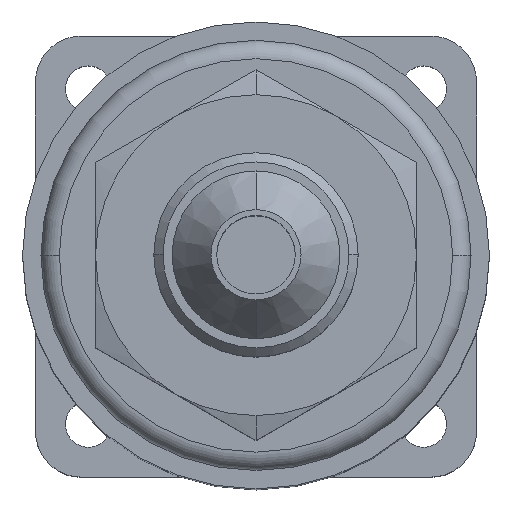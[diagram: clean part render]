
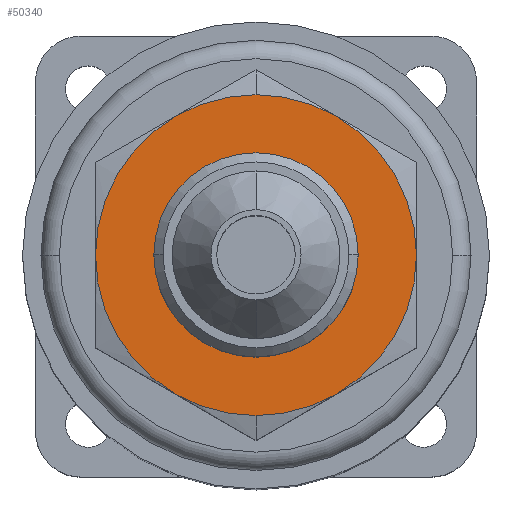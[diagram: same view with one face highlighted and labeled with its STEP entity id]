
A CAD part, top view. The second image highlights one B-rep face of the part: STEP entity #50340.
In plain terms, the highlighted planar face has unit normal (0, 0, 1).
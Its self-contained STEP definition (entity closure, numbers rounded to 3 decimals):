
#42040=CARTESIAN_POINT('',(22.635,49.56,-0.8));
#42050=VERTEX_POINT('',#42040);
#43520=CARTESIAN_POINT('',(31.365,49.56,-0.8));
#43530=VERTEX_POINT('',#43520);
#44830=CARTESIAN_POINT('',(35.73,42.,-0.8));
#44840=VERTEX_POINT('',#44830);
#46140=CARTESIAN_POINT('',(31.365,34.44,-0.8));
#46150=VERTEX_POINT('',#46140);
#47450=CARTESIAN_POINT('',(22.635,34.44,-0.8));
#47460=VERTEX_POINT('',#47450);
#48670=CARTESIAN_POINT('',(18.27,42.,-0.8));
#48680=VERTEX_POINT('',#48670);
#49610=CARTESIAN_POINT('',(27.,42.,-0.8));
#49620=DIRECTION('',(0.,0.,-1.));
#49630=DIRECTION('',(0.,-1.,0.));
#49640=AXIS2_PLACEMENT_3D('',#49610,#49620,#49630);
#49650=CIRCLE('',#49640,8.73);
#49660=EDGE_CURVE('',#48680,#42050,#49650,.T.);
#49780=CARTESIAN_POINT('',(27.,50.73,-0.8));
#49790=VERTEX_POINT('',#49780);
#49800=EDGE_CURVE('',#49790,#43530,#49650,.T.);
#49920=CARTESIAN_POINT('',(25.623,40.407,-0.8));
#49930=DIRECTION('',(0.,0.,-1.));
#49940=DIRECTION('',(-1.,0.,0.));
#49950=AXIS2_PLACEMENT_3D('',#49920,#49930,#49940);
#49960=PLANE('',#49950);
#49970=CARTESIAN_POINT('',(27.,42.,-0.8));
#49980=DIRECTION('',(0.,0.,1.));
#49990=DIRECTION('',(1.,0.,0.));
#50000=AXIS2_PLACEMENT_3D('',#49970,#49980,#49990);
#50010=CIRCLE('',#50000,4.86);
#50020=CARTESIAN_POINT('',(27.,46.86,-0.8));
#50030=VERTEX_POINT('',#50020);
#50040=CARTESIAN_POINT('',(22.14,42.,-0.8));
#50050=VERTEX_POINT('',#50040);
#50060=EDGE_CURVE('',#50030,#50050,#50010,.T.);
#50070=ORIENTED_EDGE('',*,*,#50060,.F.);
#50080=CARTESIAN_POINT('',(31.86,42.,-0.8));
#50090=VERTEX_POINT('',#50080);
#50100=EDGE_CURVE('',#50050,#50090,#50010,.T.);
#50110=ORIENTED_EDGE('',*,*,#50100,.F.);
#50120=EDGE_CURVE('',#50090,#50030,#50010,.T.);
#50130=ORIENTED_EDGE('',*,*,#50120,.F.);
#50140=EDGE_LOOP('',(#50130,#50110,#50070));
#50150=FACE_BOUND('',#50140,.T.);
#50160=EDGE_CURVE('',#43530,#44840,#49650,.T.);
#50170=ORIENTED_EDGE('',*,*,#50160,.F.);
#50180=EDGE_CURVE('',#44840,#46150,#49650,.T.);
#50190=ORIENTED_EDGE('',*,*,#50180,.F.);
#50200=CARTESIAN_POINT('',(27.,33.27,-0.8));
#50210=VERTEX_POINT('',#50200);
#50220=EDGE_CURVE('',#46150,#50210,#49650,.T.);
#50230=ORIENTED_EDGE('',*,*,#50220,.F.);
#50240=EDGE_CURVE('',#50210,#47460,#49650,.T.);
#50250=ORIENTED_EDGE('',*,*,#50240,.F.);
#50260=EDGE_CURVE('',#47460,#48680,#49650,.T.);
#50270=ORIENTED_EDGE('',*,*,#50260,.F.);
#50280=ORIENTED_EDGE('',*,*,#49660,.F.);
#50290=EDGE_CURVE('',#42050,#49790,#49650,.T.);
#50300=ORIENTED_EDGE('',*,*,#50290,.F.);
#50310=ORIENTED_EDGE('',*,*,#49800,.F.);
#50320=EDGE_LOOP('',(#50310,#50300,#50280,#50270,#50250,#50230,#50190,
#50170));
#50330=FACE_OUTER_BOUND('',#50320,.T.);
#50340=ADVANCED_FACE('',(#50150,#50330),#49960,.F.);
